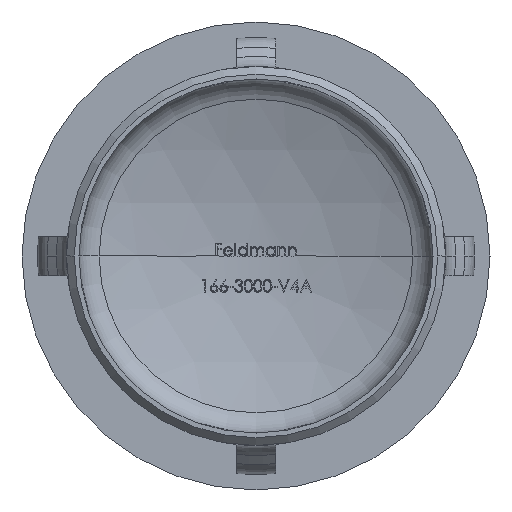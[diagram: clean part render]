
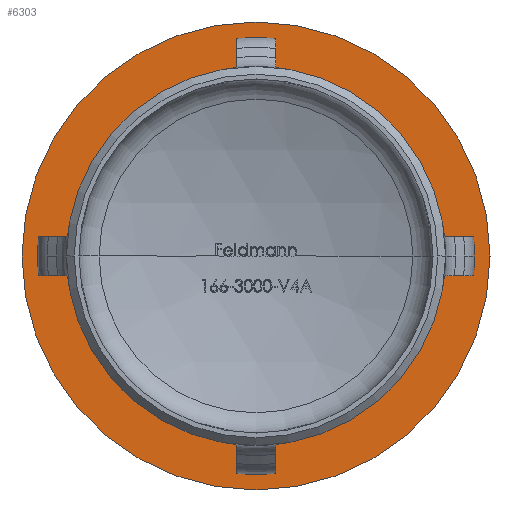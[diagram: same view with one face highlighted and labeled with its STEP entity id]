
A CAD part, front view. The second image highlights one B-rep face of the part: STEP entity #6303.
In plain terms, the highlighted planar face has unit normal (0, -1, 0).
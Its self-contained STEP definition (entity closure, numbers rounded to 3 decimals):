
#119 = CARTESIAN_POINT ( 'NONE',  ( -15., 16.5, 0. ) ) ;
#298 = DIRECTION ( 'NONE',  ( 1., 0., 0. ) ) ;
#577 = ORIENTED_EDGE ( 'NONE', *, *, #12221, .T. ) ;
#1688 = EDGE_CURVE ( 'NONE', #4664, #6800, #3965, .T. ) ;
#2319 = CIRCLE ( 'NONE', #10658, 15. ) ;
#2889 = FACE_OUTER_BOUND ( 'NONE', #13229, .T. ) ;
#3271 = FACE_BOUND ( 'NONE', #8601, .T. ) ;
#3689 = CARTESIAN_POINT ( 'NONE',  ( -12.15, 16.5, 0. ) ) ;
#3800 = DIRECTION ( 'NONE',  ( 1., 0., 0. ) ) ;
#3965 = CIRCLE ( 'NONE', #15144, 12.15 ) ;
#4480 = CARTESIAN_POINT ( 'NONE',  ( 0., 16.5, 0. ) ) ;
#4664 = VERTEX_POINT ( 'NONE', #3689 ) ;
#4778 = EDGE_CURVE ( 'NONE', #6800, #4664, #15475, .T. ) ;
#5245 = DIRECTION ( 'NONE',  ( 0., -1., 0. ) ) ;
#5500 = CARTESIAN_POINT ( 'NONE',  ( 12.15, 16.5, 0. ) ) ;
#5621 = VERTEX_POINT ( 'NONE', #119 ) ;
#6303 = ADVANCED_FACE ( 'NONE', ( #3271, #2889 ), #11654, .T. ) ;
#6800 = VERTEX_POINT ( 'NONE', #14917 ) ;
#7314 = CARTESIAN_POINT ( 'NONE',  ( 15., 16.5, 0. ) ) ;
#7379 = CIRCLE ( 'NONE', #12654, 15. ) ;
#7670 = AXIS2_PLACEMENT_3D ( 'NONE', #5500, #9094, #10493 ) ;
#7870 = DIRECTION ( 'NONE',  ( 1., 0., 0. ) ) ;
#8601 = EDGE_LOOP ( 'NONE', ( #10593, #9878 ) ) ;
#8918 = AXIS2_PLACEMENT_3D ( 'NONE', #15116, #10240, #3800 ) ;
#9094 = DIRECTION ( 'NONE',  ( 0., -1., 0. ) ) ;
#9878 = ORIENTED_EDGE ( 'NONE', *, *, #1688, .F. ) ;
#10240 = DIRECTION ( 'NONE',  ( 0., -1., 0. ) ) ;
#10493 = DIRECTION ( 'NONE',  ( 1., 0., 0. ) ) ;
#10593 = ORIENTED_EDGE ( 'NONE', *, *, #4778, .F. ) ;
#10651 = DIRECTION ( 'NONE',  ( 0., -1., 0. ) ) ;
#10658 = AXIS2_PLACEMENT_3D ( 'NONE', #4480, #10651, #14533 ) ;
#11624 = CARTESIAN_POINT ( 'NONE',  ( 0., 16.5, 0. ) ) ;
#11634 = DIRECTION ( 'NONE',  ( 0., -1., 0. ) ) ;
#11654 = PLANE ( 'NONE',  #7670 ) ;
#12221 = EDGE_CURVE ( 'NONE', #14830, #5621, #2319, .T. ) ;
#12414 = ORIENTED_EDGE ( 'NONE', *, *, #14448, .T. ) ;
#12654 = AXIS2_PLACEMENT_3D ( 'NONE', #15372, #11634, #7870 ) ;
#13229 = EDGE_LOOP ( 'NONE', ( #577, #12414 ) ) ;
#14448 = EDGE_CURVE ( 'NONE', #5621, #14830, #7379, .T. ) ;
#14533 = DIRECTION ( 'NONE',  ( 1., 0., 0. ) ) ;
#14830 = VERTEX_POINT ( 'NONE', #7314 ) ;
#14917 = CARTESIAN_POINT ( 'NONE',  ( 12.15, 16.5, 0. ) ) ;
#15116 = CARTESIAN_POINT ( 'NONE',  ( 0., 16.5, 0. ) ) ;
#15144 = AXIS2_PLACEMENT_3D ( 'NONE', #11624, #5245, #298 ) ;
#15372 = CARTESIAN_POINT ( 'NONE',  ( 0., 16.5, 0. ) ) ;
#15475 = CIRCLE ( 'NONE', #8918, 12.15 ) ;
